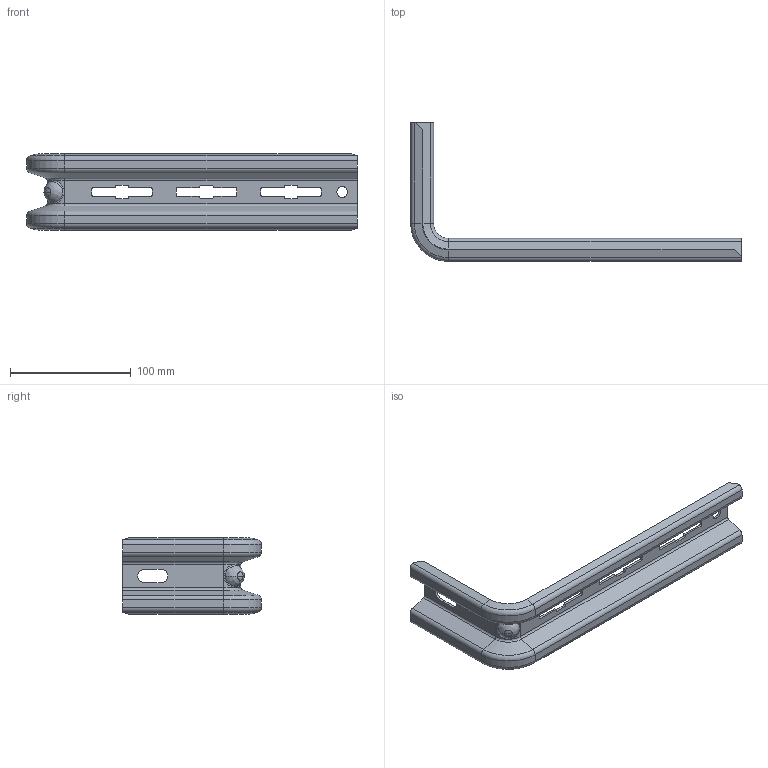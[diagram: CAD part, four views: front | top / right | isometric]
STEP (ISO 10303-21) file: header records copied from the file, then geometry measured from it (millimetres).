
FILE_DESCRIPTION((''),'2;1');
FILE_NAME('720120_PRT','2018-11-16T12:18:17',('tomasz.grudniewski'),(''),'CREO PARAMETRIC BY PTC INC, 2018260','CREO PARAMETRIC BY PTC INC, 2018260','');
FILE_SCHEMA(('CONFIG_CONTROL_DESIGN'));
Length unit declared in the file: millimetre
Products named in the file (1): 720120_PRT
Bounding box: 274 x 115 x 63.43 mm (x, y, z)
Volume: 66470.9 mm3; surface area: 69276.5 mm2
Topology: 1 solids, 1 shells, 516 faces, 1393 edges, 890 vertices
Faces by surface type: plane 410, cylinder 72, torus 12, cone 10, bspline 8, sphere 4
Entity records: 18485 total; most frequent: CARTESIAN_POINT 5439, ORIENTED_EDGE 2778, DIRECTION 2567, EDGE_CURVE 1389, VECTOR 1195, LINE 1195, VERTEX_POINT 890, AXIS2_PLACEMENT_3D 686
